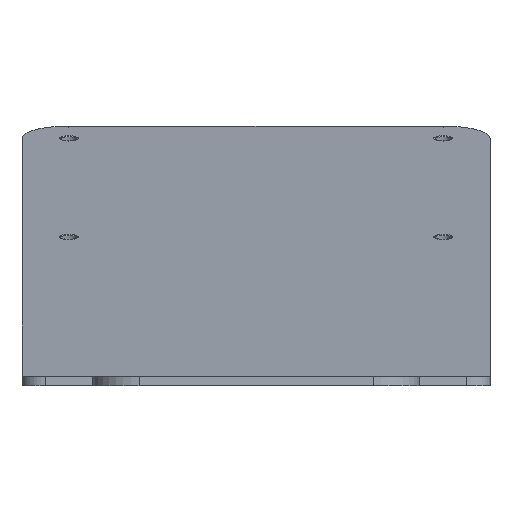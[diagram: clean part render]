
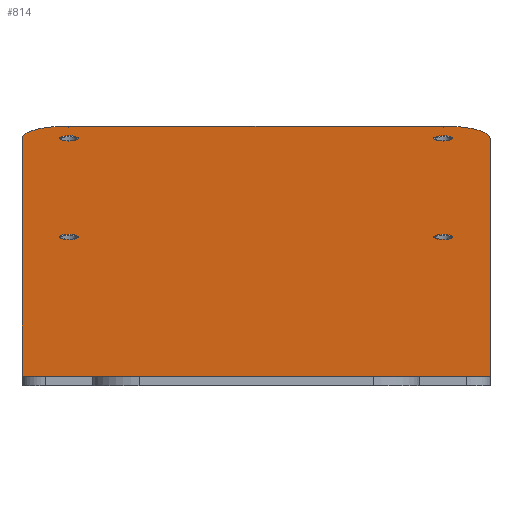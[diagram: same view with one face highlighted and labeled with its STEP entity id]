
A CAD part, front view. The second image highlights one B-rep face of the part: STEP entity #814.
In plain terms, the highlighted planar face has unit normal (0, -0.259, 0.966).
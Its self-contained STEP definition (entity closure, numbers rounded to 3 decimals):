
#37=FACE_BOUND('',#138,.T.);
#38=FACE_BOUND('',#139,.T.);
#39=FACE_BOUND('',#140,.T.);
#40=FACE_BOUND('',#141,.T.);
#54=PLANE('',#915);
#78=FACE_OUTER_BOUND('',#137,.T.);
#137=EDGE_LOOP('',(#686,#687,#688,#689,#690,#691));
#138=EDGE_LOOP('',(#692));
#139=EDGE_LOOP('',(#693));
#140=EDGE_LOOP('',(#694));
#141=EDGE_LOOP('',(#695));
#172=LINE('',#1242,#235);
#193=LINE('',#1324,#256);
#205=LINE('',#1382,#268);
#206=LINE('',#1384,#269);
#235=VECTOR('',#982,10.);
#256=VECTOR('',#1059,10.);
#268=VECTOR('',#1127,10.);
#269=VECTOR('',#1130,10.);
#323=CIRCLE('',#904,10.);
#330=CIRCLE('',#913,10.);
#331=CIRCLE('',#916,2.);
#332=CIRCLE('',#917,2.);
#333=CIRCLE('',#918,2.);
#334=CIRCLE('',#919,2.);
#356=VERTEX_POINT('',#1239);
#357=VERTEX_POINT('',#1241);
#389=VERTEX_POINT('',#1321);
#390=VERTEX_POINT('',#1323);
#401=VERTEX_POINT('',#1359);
#408=VERTEX_POINT('',#1378);
#409=VERTEX_POINT('',#1385);
#410=VERTEX_POINT('',#1387);
#411=VERTEX_POINT('',#1389);
#412=VERTEX_POINT('',#1391);
#437=EDGE_CURVE('',#357,#356,#172,.T.);
#479=EDGE_CURVE('',#390,#389,#193,.T.);
#497=EDGE_CURVE('',#357,#401,#323,.T.);
#507=EDGE_CURVE('',#408,#389,#330,.T.);
#509=EDGE_CURVE('',#408,#401,#205,.T.);
#510=EDGE_CURVE('',#356,#390,#206,.T.);
#511=EDGE_CURVE('',#409,#409,#331,.T.);
#512=EDGE_CURVE('',#410,#410,#332,.T.);
#513=EDGE_CURVE('',#411,#411,#333,.T.);
#514=EDGE_CURVE('',#412,#412,#334,.T.);
#686=ORIENTED_EDGE('',*,*,#497,.F.);
#687=ORIENTED_EDGE('',*,*,#437,.T.);
#688=ORIENTED_EDGE('',*,*,#510,.T.);
#689=ORIENTED_EDGE('',*,*,#479,.T.);
#690=ORIENTED_EDGE('',*,*,#507,.F.);
#691=ORIENTED_EDGE('',*,*,#509,.T.);
#692=ORIENTED_EDGE('',*,*,#511,.T.);
#693=ORIENTED_EDGE('',*,*,#512,.T.);
#694=ORIENTED_EDGE('',*,*,#513,.T.);
#695=ORIENTED_EDGE('',*,*,#514,.T.);
#814=ADVANCED_FACE('',(#78,#37,#38,#39,#40),#54,.T.);
#904=AXIS2_PLACEMENT_3D('',#1360,#1101,#1102);
#913=AXIS2_PLACEMENT_3D('',#1379,#1122,#1123);
#915=AXIS2_PLACEMENT_3D('',#1383,#1128,#1129);
#916=AXIS2_PLACEMENT_3D('',#1386,#1131,#1132);
#917=AXIS2_PLACEMENT_3D('',#1388,#1133,#1134);
#918=AXIS2_PLACEMENT_3D('',#1390,#1135,#1136);
#919=AXIS2_PLACEMENT_3D('',#1392,#1137,#1138);
#982=DIRECTION('',(0.,-0.966,-0.259));
#1059=DIRECTION('',(0.,0.966,0.259));
#1101=DIRECTION('center_axis',(0.,0.259,
-0.966));
#1102=DIRECTION('ref_axis',(-0.707,0.683,0.183));
#1122=DIRECTION('center_axis',(0.,0.259,
-0.966));
#1123=DIRECTION('ref_axis',(0.707,0.683,0.183));
#1127=DIRECTION('',(-1.,0.,0.));
#1128=DIRECTION('center_axis',(0.,-0.259,
0.966));
#1129=DIRECTION('ref_axis',(1.,0.,0.));
#1130=DIRECTION('',(1.,0.,0.));
#1131=DIRECTION('center_axis',(0.,0.259,
-0.966));
#1132=DIRECTION('ref_axis',(1.,0.,0.));
#1133=DIRECTION('center_axis',(0.,0.259,
-0.966));
#1134=DIRECTION('ref_axis',(1.,0.,0.));
#1135=DIRECTION('center_axis',(0.,0.259,
-0.966));
#1136=DIRECTION('ref_axis',(1.,0.,0.));
#1137=DIRECTION('center_axis',(0.,0.259,
-0.966));
#1138=DIRECTION('ref_axis',(1.,0.,0.));
#1239=CARTESIAN_POINT('',(-23.25,139.691,-58.132));
#1241=CARTESIAN_POINT('',(-23.25,329.478,-7.278));
#1242=CARTESIAN_POINT('',(-23.25,104.193,-67.644));
#1321=CARTESIAN_POINT('',(76.75,329.478,-7.278));
#1323=CARTESIAN_POINT('',(76.75,139.691,-58.132));
#1324=CARTESIAN_POINT('',(76.75,301.183,-14.86));
#1359=CARTESIAN_POINT('',(-13.25,339.138,-4.69));
#1360=CARTESIAN_POINT('Origin',(-13.25,329.478,-7.278));
#1378=CARTESIAN_POINT('',(66.75,339.138,-4.69));
#1379=CARTESIAN_POINT('Origin',(66.75,329.478,-7.278));
#1382=CARTESIAN_POINT('',(1.75,339.138,-4.69));
#1383=CARTESIAN_POINT('Origin',(26.75,263.228,-25.03));
#1384=CARTESIAN_POINT('',(26.75,139.691,-58.132));
#1385=CARTESIAN_POINT('',(64.75,250.825,-28.353));
#1386=CARTESIAN_POINT('Origin',(66.75,250.825,-28.353));
#1387=CARTESIAN_POINT('',(64.75,329.478,-7.278));
#1388=CARTESIAN_POINT('Origin',(66.75,329.478,-7.278));
#1389=CARTESIAN_POINT('',(-15.25,329.478,-7.278));
#1390=CARTESIAN_POINT('Origin',(-13.25,329.478,-7.278));
#1391=CARTESIAN_POINT('',(-15.25,250.825,-28.353));
#1392=CARTESIAN_POINT('Origin',(-13.25,250.825,-28.353));
